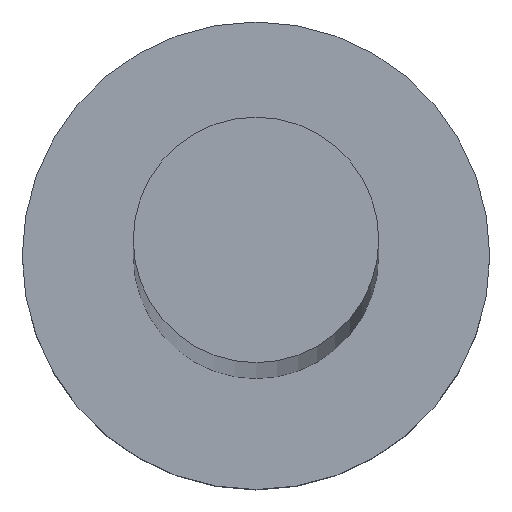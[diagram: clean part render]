
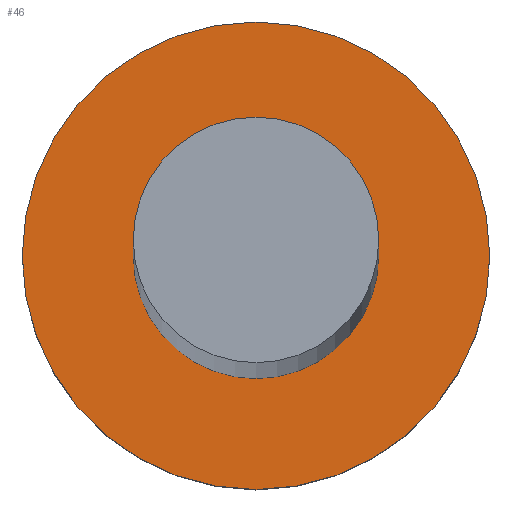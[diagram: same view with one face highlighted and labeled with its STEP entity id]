
A CAD part, top view. The second image highlights one B-rep face of the part: STEP entity #46.
In plain terms, the highlighted planar face has unit normal (0, 0, 1).
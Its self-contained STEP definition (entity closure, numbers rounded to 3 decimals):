
#7 = EDGE_CURVE ( 'NONE', #12, #118, #140, .T. ) ;
#12 = VERTEX_POINT ( 'NONE', #95 ) ;
#16 = DIRECTION ( 'NONE',  ( 0., 0., 1. ) ) ;
#18 = ORIENTED_EDGE ( 'NONE', *, *, #97, .F. ) ;
#28 = AXIS2_PLACEMENT_3D ( 'NONE', #155, #16, #177 ) ;
#30 = FACE_BOUND ( 'NONE', #244, .T. ) ;
#33 = DIRECTION ( 'NONE',  ( 1., 0., 0. ) ) ;
#35 = ORIENTED_EDGE ( 'NONE', *, *, #7, .F. ) ;
#45 = ORIENTED_EDGE ( 'NONE', *, *, #92, .T. ) ;
#46 = ADVANCED_FACE ( 'NONE', ( #30, #91 ), #156, .T. ) ;
#48 = DIRECTION ( 'NONE',  ( 1., 0., 0. ) ) ;
#50 = AXIS2_PLACEMENT_3D ( 'NONE', #208, #113, #231 ) ;
#76 = AXIS2_PLACEMENT_3D ( 'NONE', #120, #137, #121 ) ;
#79 = CIRCLE ( 'NONE', #119, 2.1 ) ;
#91 = FACE_OUTER_BOUND ( 'NONE', #172, .T. ) ;
#92 = EDGE_CURVE ( 'NONE', #170, #134, #210, .T. ) ;
#95 = CARTESIAN_POINT ( 'NONE',  ( -2.1, 0., 4. ) ) ;
#97 = EDGE_CURVE ( 'NONE', #118, #12, #79, .T. ) ;
#98 = AXIS2_PLACEMENT_3D ( 'NONE', #226, #129, #33 ) ;
#110 = CARTESIAN_POINT ( 'NONE',  ( 0., 0., 4. ) ) ;
#113 = DIRECTION ( 'NONE',  ( 0., 0., 1. ) ) ;
#118 = VERTEX_POINT ( 'NONE', #176 ) ;
#119 = AXIS2_PLACEMENT_3D ( 'NONE', #110, #245, #48 ) ;
#120 = CARTESIAN_POINT ( 'NONE',  ( 0., 0., 4. ) ) ;
#121 = DIRECTION ( 'NONE',  ( 1., 0., 0. ) ) ;
#122 = CIRCLE ( 'NONE', #76, 4. ) ;
#129 = DIRECTION ( 'NONE',  ( 0., 0., 1. ) ) ;
#134 = VERTEX_POINT ( 'NONE', #214 ) ;
#137 = DIRECTION ( 'NONE',  ( 0., 0., 1. ) ) ;
#140 = CIRCLE ( 'NONE', #28, 2.1 ) ;
#150 = CARTESIAN_POINT ( 'NONE',  ( -4., 0., 4. ) ) ;
#155 = CARTESIAN_POINT ( 'NONE',  ( 0., 0., 4. ) ) ;
#156 = PLANE ( 'NONE',  #50 ) ;
#170 = VERTEX_POINT ( 'NONE', #150 ) ;
#172 = EDGE_LOOP ( 'NONE', ( #45, #251 ) ) ;
#176 = CARTESIAN_POINT ( 'NONE',  ( 2.1, 0., 4. ) ) ;
#177 = DIRECTION ( 'NONE',  ( 1., 0., 0. ) ) ;
#189 = EDGE_CURVE ( 'NONE', #134, #170, #122, .T. ) ;
#208 = CARTESIAN_POINT ( 'NONE',  ( 0., 0., 4. ) ) ;
#210 = CIRCLE ( 'NONE', #98, 4. ) ;
#214 = CARTESIAN_POINT ( 'NONE',  ( 4., 0., 4. ) ) ;
#226 = CARTESIAN_POINT ( 'NONE',  ( 0., 0., 4. ) ) ;
#231 = DIRECTION ( 'NONE',  ( 1., 0., 0. ) ) ;
#244 = EDGE_LOOP ( 'NONE', ( #35, #18 ) ) ;
#245 = DIRECTION ( 'NONE',  ( 0., 0., 1. ) ) ;
#251 = ORIENTED_EDGE ( 'NONE', *, *, #189, .T. ) ;
